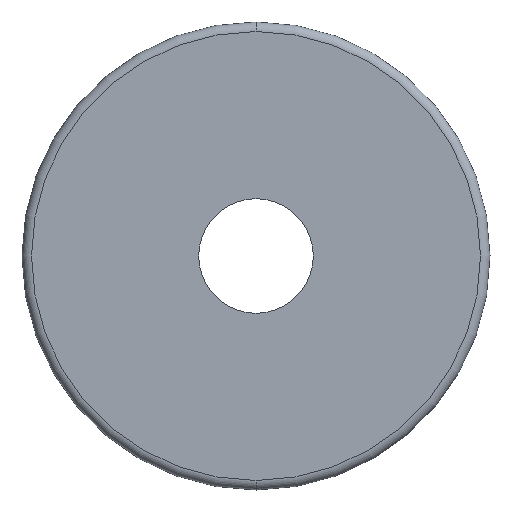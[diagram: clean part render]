
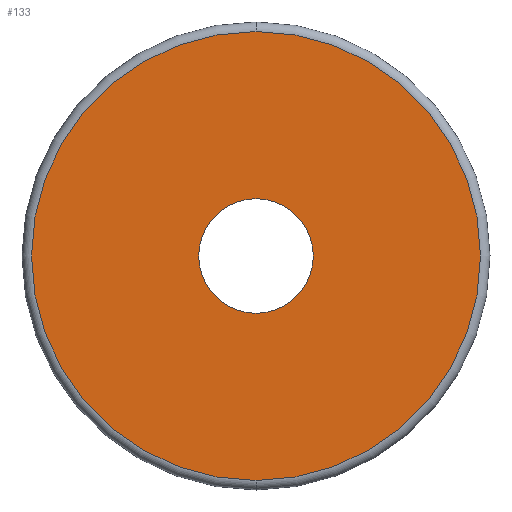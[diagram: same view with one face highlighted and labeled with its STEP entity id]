
A CAD part, front view. The second image highlights one B-rep face of the part: STEP entity #133.
In plain terms, the highlighted planar face has unit normal (0, -1, 0).
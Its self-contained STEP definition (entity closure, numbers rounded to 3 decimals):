
#15 = VERTEX_POINT ( 'NONE', #640 ) ;
#21 = CARTESIAN_POINT ( 'NONE',  ( 0., 0., -23.5 ) ) ;
#28 = CARTESIAN_POINT ( 'NONE',  ( 0., 0., 0. ) ) ;
#31 = CARTESIAN_POINT ( 'NONE',  ( 6., 0., 0. ) ) ;
#56 = CARTESIAN_POINT ( 'NONE',  ( 0., 0., 0. ) ) ;
#68 = DIRECTION ( 'NONE',  ( 0., 0., 1. ) ) ;
#74 = PLANE ( 'NONE',  #549 ) ;
#85 = CARTESIAN_POINT ( 'NONE',  ( 0., 0., 23.5 ) ) ;
#91 = VERTEX_POINT ( 'NONE', #21 ) ;
#99 = VERTEX_POINT ( 'NONE', #85 ) ;
#104 = DIRECTION ( 'NONE',  ( 0., 0., 1. ) ) ;
#107 = CIRCLE ( 'NONE', #446, 23.5 ) ;
#116 = FACE_BOUND ( 'NONE', #582, .T. ) ;
#125 = DIRECTION ( 'NONE',  ( 0., 1., 0. ) ) ;
#133 = ADVANCED_FACE ( 'NONE', ( #325, #116 ), #74, .F. ) ;
#134 = DIRECTION ( 'NONE',  ( 0., 1., 0. ) ) ;
#184 = CIRCLE ( 'NONE', #493, 6. ) ;
#223 = CARTESIAN_POINT ( 'NONE',  ( 0., 0., 0. ) ) ;
#229 = CIRCLE ( 'NONE', #447, 6. ) ;
#246 = EDGE_LOOP ( 'NONE', ( #263, #322 ) ) ;
#263 = ORIENTED_EDGE ( 'NONE', *, *, #575, .F. ) ;
#270 = DIRECTION ( 'NONE',  ( 0., 0., 1. ) ) ;
#322 = ORIENTED_EDGE ( 'NONE', *, *, #634, .F. ) ;
#325 = FACE_OUTER_BOUND ( 'NONE', #246, .T. ) ;
#340 = DIRECTION ( 'NONE',  ( 0., 1., 0. ) ) ;
#377 = DIRECTION ( 'NONE',  ( 0., 1., 0. ) ) ;
#413 = CARTESIAN_POINT ( 'NONE',  ( 0., 0., 0. ) ) ;
#444 = VERTEX_POINT ( 'NONE', #696 ) ;
#446 = AXIS2_PLACEMENT_3D ( 'NONE', #223, #665, #270 ) ;
#447 = AXIS2_PLACEMENT_3D ( 'NONE', #413, #134, #501 ) ;
#474 = DIRECTION ( 'NONE',  ( 0., 0., 1. ) ) ;
#493 = AXIS2_PLACEMENT_3D ( 'NONE', #28, #340, #68 ) ;
#497 = AXIS2_PLACEMENT_3D ( 'NONE', #56, #377, #104 ) ;
#501 = DIRECTION ( 'NONE',  ( 0., 0., 1. ) ) ;
#516 = ORIENTED_EDGE ( 'NONE', *, *, #633, .T. ) ;
#549 = AXIS2_PLACEMENT_3D ( 'NONE', #31, #125, #474 ) ;
#575 = EDGE_CURVE ( 'NONE', #99, #91, #676, .T. ) ;
#582 = EDGE_LOOP ( 'NONE', ( #516, #657 ) ) ;
#583 = EDGE_CURVE ( 'NONE', #15, #444, #184, .T. ) ;
#633 = EDGE_CURVE ( 'NONE', #444, #15, #229, .T. ) ;
#634 = EDGE_CURVE ( 'NONE', #91, #99, #107, .T. ) ;
#640 = CARTESIAN_POINT ( 'NONE',  ( 0., 0., -6. ) ) ;
#657 = ORIENTED_EDGE ( 'NONE', *, *, #583, .T. ) ;
#665 = DIRECTION ( 'NONE',  ( 0., 1., 0. ) ) ;
#676 = CIRCLE ( 'NONE', #497, 23.5 ) ;
#696 = CARTESIAN_POINT ( 'NONE',  ( 0., 0., 6. ) ) ;
